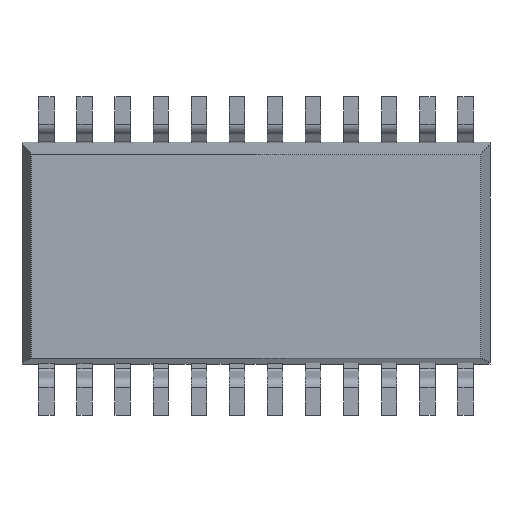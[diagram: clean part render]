
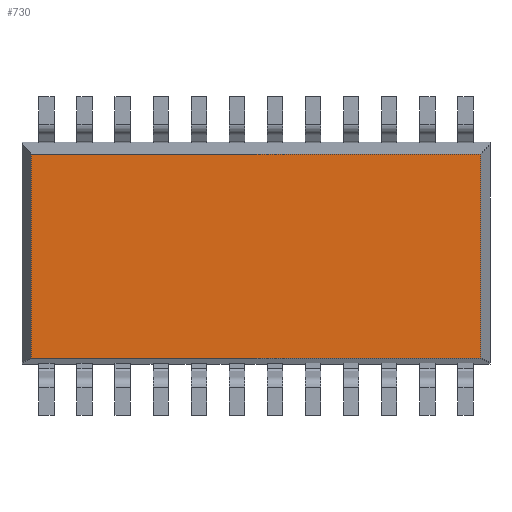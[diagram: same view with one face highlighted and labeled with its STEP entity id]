
A CAD part, front view. The second image highlights one B-rep face of the part: STEP entity #730.
In plain terms, the highlighted planar face has unit normal (0, -1, 0).
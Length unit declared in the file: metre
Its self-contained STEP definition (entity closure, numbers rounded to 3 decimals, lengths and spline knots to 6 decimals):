
#730 = ADVANCED_FACE( '', ( #1600 ), #1601, .T. );
#1600 = FACE_OUTER_BOUND( '', #2625, .T. );
#1601 = PLANE( '', #2626 );
#2625 = EDGE_LOOP( '', ( #4650, #4651, #4652, #4653 ) );
#2626 = AXIS2_PLACEMENT_3D( '', #4654, #4655, #4656 );
#4650 = ORIENTED_EDGE( '', *, *, #6288, .F. );
#4651 = ORIENTED_EDGE( '', *, *, #6539, .T. );
#4652 = ORIENTED_EDGE( '', *, *, #7011, .T. );
#4653 = ORIENTED_EDGE( '', *, *, #6623, .T. );
#4654 = CARTESIAN_POINT( '', ( -0.00056, 0.000144, -0.001915 ) );
#4655 = DIRECTION( '', ( 0., -1., 0. ) );
#4656 = DIRECTION( '', ( 0., 0., -1. ) );
#6288 = EDGE_CURVE( '', #7603, #7605, #7606, .T. );
#6539 = EDGE_CURVE( '', #7603, #8040, #8042, .T. );
#6623 = EDGE_CURVE( '', #8176, #7605, #8177, .T. );
#7011 = EDGE_CURVE( '', #8040, #8176, #8755, .T. );
#7603 = VERTEX_POINT( '', #9488 );
#7605 = VERTEX_POINT( '', #9491 );
#7606 = LINE( '', #9492, #9493 );
#8040 = VERTEX_POINT( '', #10094 );
#8042 = LINE( '', #10097, #10098 );
#8176 = VERTEX_POINT( '', #10278 );
#8177 = LINE( '', #10279, #10280 );
#8755 = LINE( '', #11085, #11086 );
#9488 = CARTESIAN_POINT( '', ( -0.00026, 0.000144, -0.001915 ) );
#9491 = CARTESIAN_POINT( '', ( 0.01474, 0.000144, -0.001915 ) );
#9492 = CARTESIAN_POINT( '', ( -0.00056, 0.000144, -0.001915 ) );
#9493 = VECTOR( '', #11882, 1. );
#10094 = CARTESIAN_POINT( '', ( -0.00026, 0.000144, -0.008715 ) );
#10097 = CARTESIAN_POINT( '', ( -0.00026, 0.000144, -0.001915 ) );
#10098 = VECTOR( '', #12183, 1. );
#10278 = CARTESIAN_POINT( '', ( 0.01474, 0.000144, -0.008715 ) );
#10279 = CARTESIAN_POINT( '', ( 0.01474, 0.000144, -0.001915 ) );
#10280 = VECTOR( '', #12287, 1. );
#11085 = CARTESIAN_POINT( '', ( -0.00056, 0.000144, -0.008715 ) );
#11086 = VECTOR( '', #12713, 1. );
#11882 = DIRECTION( '', ( 1., 0., 0. ) );
#12183 = DIRECTION( '', ( 0., 0., -1. ) );
#12287 = DIRECTION( '', ( 0., 0., 1. ) );
#12713 = DIRECTION( '', ( 1., 0., 0. ) );
